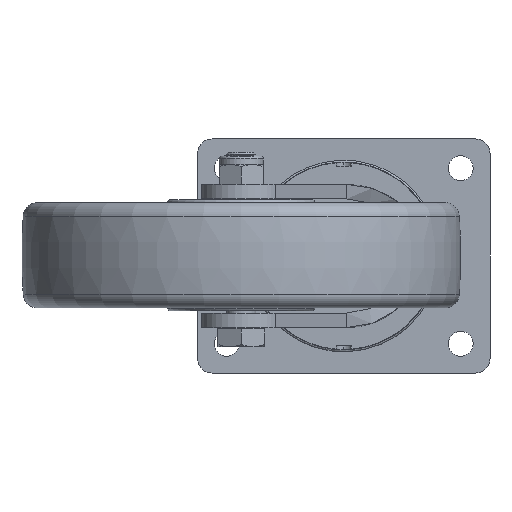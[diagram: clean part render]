
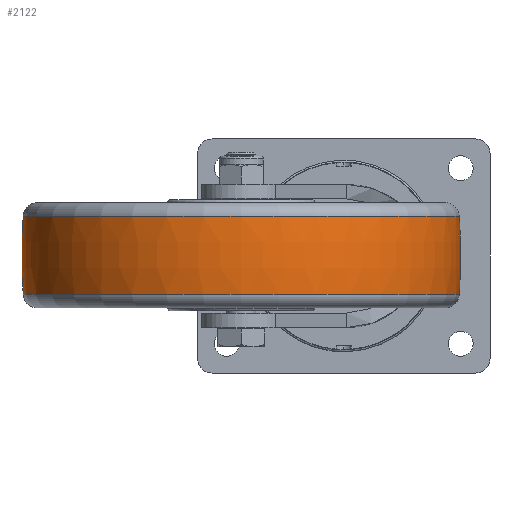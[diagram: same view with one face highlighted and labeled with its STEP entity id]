
A CAD part, front view. The second image highlights one B-rep face of the part: STEP entity #2122.
In plain terms, the highlighted toroidal (fillet/blend) face has major radius 250 mm and minor radius 400 mm.
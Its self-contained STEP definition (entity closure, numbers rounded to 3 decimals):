
#266 = AXIS2_PLACEMENT_3D ( 'NONE', #9238, #10204, #1574 ) ;
#671 = CARTESIAN_POINT ( 'NONE',  ( -328.695, -13.773, 24.69 ) ) ;
#1497 = FACE_OUTER_BOUND ( 'NONE', #7825, .T. ) ;
#1574 = DIRECTION ( 'NONE',  ( -1., 0., 0. ) ) ;
#1728 = DIRECTION ( 'NONE',  ( 0., 0., 1. ) ) ;
#2122 = ADVANCED_FACE ( 'NONE', ( #1497 ), #9227, .T. ) ;
#2188 = CIRCLE ( 'NONE', #266, 400. ) ;
#2524 = DIRECTION ( 'NONE',  ( 0., -1., 0. ) ) ;
#2696 = DIRECTION ( 'NONE',  ( 1., 0., 0. ) ) ;
#3128 = AXIS2_PLACEMENT_3D ( 'NONE', #671, #2524, #4455 ) ;
#3417 = CARTESIAN_POINT ( 'NONE',  ( -78.695, -13.773, 51.356 ) ) ;
#3439 = EDGE_CURVE ( 'NONE', #4550, #7212, #10786, .T. ) ;
#4323 = ORIENTED_EDGE ( 'NONE', *, *, #8651, .T. ) ;
#4455 = DIRECTION ( 'NONE',  ( 0., 0., -1. ) ) ;
#4550 = VERTEX_POINT ( 'NONE', #8276 ) ;
#4970 = VERTEX_POINT ( 'NONE', #12370 ) ;
#4979 = CARTESIAN_POINT ( 'NONE',  ( -78.695, -13.773, 24.69 ) ) ;
#5055 = DIRECTION ( 'NONE',  ( 0., 0., 1. ) ) ;
#5162 = CARTESIAN_POINT ( 'NONE',  ( -227.805, -13.773, 51.356 ) ) ;
#5214 = CIRCLE ( 'NONE', #3128, 400. ) ;
#5359 = DIRECTION ( 'NONE',  ( 0., 0., -1. ) ) ;
#5959 = CIRCLE ( 'NONE', #11981, 149.11 ) ;
#6455 = VERTEX_POINT ( 'NONE', #9038 ) ;
#6788 = EDGE_CURVE ( 'NONE', #4970, #4550, #5214, .T. ) ;
#7002 = AXIS2_PLACEMENT_3D ( 'NONE', #4979, #5055, #9983 ) ;
#7212 = VERTEX_POINT ( 'NONE', #5162 ) ;
#7498 = CARTESIAN_POINT ( 'NONE',  ( -78.695, -13.773, -1.977 ) ) ;
#7729 = ORIENTED_EDGE ( 'NONE', *, *, #3439, .T. ) ;
#7825 = EDGE_LOOP ( 'NONE', ( #12139, #4323, #9832, #7729 ) ) ;
#8093 = EDGE_CURVE ( 'NONE', #6455, #7212, #2188, .T. ) ;
#8276 = CARTESIAN_POINT ( 'NONE',  ( 70.415, -13.773, 51.356 ) ) ;
#8651 = EDGE_CURVE ( 'NONE', #6455, #4970, #5959, .T. ) ;
#9038 = CARTESIAN_POINT ( 'NONE',  ( -227.805, -13.773, -1.977 ) ) ;
#9227 = TOROIDAL_SURFACE ( 'NONE', #7002, -250., 400. ) ;
#9238 = CARTESIAN_POINT ( 'NONE',  ( 171.305, -13.773, 24.69 ) ) ;
#9832 = ORIENTED_EDGE ( 'NONE', *, *, #6788, .T. ) ;
#9983 = DIRECTION ( 'NONE',  ( 1., 0., 0. ) ) ;
#10204 = DIRECTION ( 'NONE',  ( 0., 1., 0. ) ) ;
#10288 = DIRECTION ( 'NONE',  ( -1., 0., 0. ) ) ;
#10786 = CIRCLE ( 'NONE', #11866, 149.11 ) ;
#11866 = AXIS2_PLACEMENT_3D ( 'NONE', #3417, #5359, #10288 ) ;
#11981 = AXIS2_PLACEMENT_3D ( 'NONE', #7498, #1728, #2696 ) ;
#12139 = ORIENTED_EDGE ( 'NONE', *, *, #8093, .F. ) ;
#12370 = CARTESIAN_POINT ( 'NONE',  ( 70.415, -13.773, -1.977 ) ) ;
